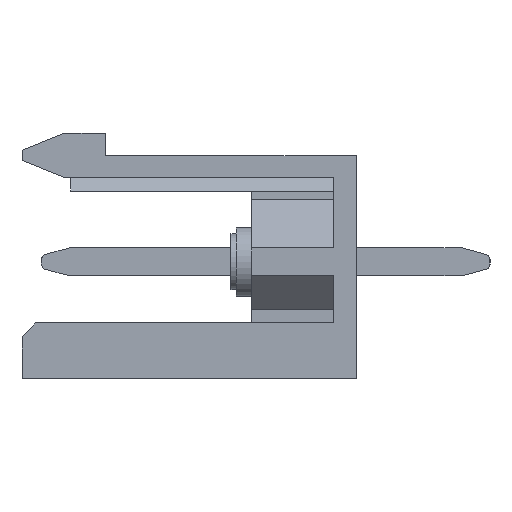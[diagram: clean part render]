
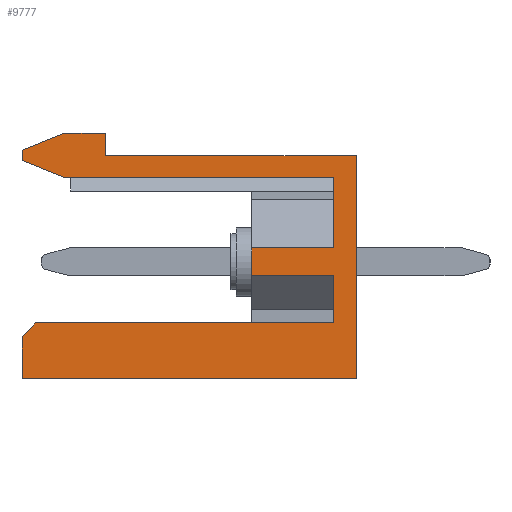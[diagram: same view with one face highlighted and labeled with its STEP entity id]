
A CAD part, left-side view. The second image highlights one B-rep face of the part: STEP entity #9777.
In plain terms, the highlighted planar face has unit normal (-1, 0, 0).
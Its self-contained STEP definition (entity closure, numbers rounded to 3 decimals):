
#45 = CARTESIAN_POINT ( 'NONE',  ( 0., 12., 0.2 ) ) ;
#191 = ORIENTED_EDGE ( 'NONE', *, *, #19476, .F. ) ;
#346 = VECTOR ( 'NONE', #19357, 1000. ) ;
#502 = EDGE_CURVE ( 'NONE', #9758, #20445, #20015, .T. ) ;
#602 = ORIENTED_EDGE ( 'NONE', *, *, #1531, .F. ) ;
#725 = LINE ( 'NONE', #17701, #5021 ) ;
#760 = CARTESIAN_POINT ( 'NONE',  ( 0., 12., -8. ) ) ;
#852 = VERTEX_POINT ( 'NONE', #11124 ) ;
#864 = CARTESIAN_POINT ( 'NONE',  ( 0., 10.5, -0.77 ) ) ;
#1115 = DIRECTION ( 'NONE',  ( 0., 0., 1. ) ) ;
#1130 = VERTEX_POINT ( 'NONE', #13113 ) ;
#1216 = VECTOR ( 'NONE', #19810, 1000. ) ;
#1255 = CARTESIAN_POINT ( 'NONE',  ( 0., 0.8, -0.77 ) ) ;
#1393 = CARTESIAN_POINT ( 'NONE',  ( 0., 12., -8. ) ) ;
#1531 = EDGE_CURVE ( 'NONE', #1130, #18285, #725, .T. ) ;
#1617 = AXIS2_PLACEMENT_3D ( 'NONE', #16153, #15907, #15894 ) ;
#1714 = ORIENTED_EDGE ( 'NONE', *, *, #15982, .F. ) ;
#1813 = ORIENTED_EDGE ( 'NONE', *, *, #1943, .F. ) ;
#1943 = EDGE_CURVE ( 'NONE', #6510, #15763, #18500, .T. ) ;
#1996 = LINE ( 'NONE', #19115, #10077 ) ;
#2845 = ORIENTED_EDGE ( 'NONE', *, *, #13146, .F. ) ;
#2961 = VECTOR ( 'NONE', #10638, 1000. ) ;
#3118 = EDGE_CURVE ( 'NONE', #16791, #15577, #11799, .T. ) ;
#3733 = VERTEX_POINT ( 'NONE', #20288 ) ;
#3823 = LINE ( 'NONE', #4008, #15267 ) ;
#4008 = CARTESIAN_POINT ( 'NONE',  ( 0., 3.75, -3.31 ) ) ;
#4166 = LINE ( 'NONE', #7993, #346 ) ;
#4184 = EDGE_CURVE ( 'NONE', #20445, #7860, #13038, .T. ) ;
#4274 = DIRECTION ( 'NONE',  ( 0., 0., -1. ) ) ;
#4422 = VERTEX_POINT ( 'NONE', #12701 ) ;
#4736 = VERTEX_POINT ( 'NONE', #9729 ) ;
#4826 = EDGE_CURVE ( 'NONE', #8689, #16239, #6642, .T. ) ;
#4927 = EDGE_LOOP ( 'NONE', ( #14728, #11350, #191, #13064, #5092, #5334, #1714, #5389, #2845, #9588, #11531, #1813, #14559, #602, #10983, #10897, #19684 ) ) ;
#5021 = VECTOR ( 'NONE', #17717, 1000. ) ;
#5092 = ORIENTED_EDGE ( 'NONE', *, *, #6577, .F. ) ;
#5117 = VECTOR ( 'NONE', #8846, 1000. ) ;
#5122 = VERTEX_POINT ( 'NONE', #5953 ) ;
#5128 = VECTOR ( 'NONE', #8738, 1000. ) ;
#5334 = ORIENTED_EDGE ( 'NONE', *, *, #13962, .F. ) ;
#5389 = ORIENTED_EDGE ( 'NONE', *, *, #3118, .F. ) ;
#5449 = VECTOR ( 'NONE', #18610, 1000. ) ;
#5620 = LINE ( 'NONE', #8916, #5117 ) ;
#5842 = CARTESIAN_POINT ( 'NONE',  ( 0., 0.8, -6. ) ) ;
#5953 = CARTESIAN_POINT ( 'NONE',  ( 0., 3.75, -4.31 ) ) ;
#5956 = LINE ( 'NONE', #18727, #5449 ) ;
#6196 = EDGE_CURVE ( 'NONE', #4736, #17511, #1996, .T. ) ;
#6510 = VERTEX_POINT ( 'NONE', #12145 ) ;
#6577 = EDGE_CURVE ( 'NONE', #3733, #8689, #20206, .T. ) ;
#6642 = LINE ( 'NONE', #8720, #5128 ) ;
#6870 = LINE ( 'NONE', #7785, #18848 ) ;
#7470 = VECTOR ( 'NONE', #15811, 1000. ) ;
#7785 = CARTESIAN_POINT ( 'NONE',  ( 0., 3.75, -4.31 ) ) ;
#7789 = DIRECTION ( 'NONE',  ( 0., -1., 0. ) ) ;
#7860 = VERTEX_POINT ( 'NONE', #14501 ) ;
#7993 = CARTESIAN_POINT ( 'NONE',  ( 0., 9.01, 0. ) ) ;
#8101 = DIRECTION ( 'NONE',  ( 0., 0., -1. ) ) ;
#8482 = EDGE_CURVE ( 'NONE', #18285, #6510, #9487, .T. ) ;
#8687 = VECTOR ( 'NONE', #15741, 1000. ) ;
#8689 = VERTEX_POINT ( 'NONE', #17629 ) ;
#8720 = CARTESIAN_POINT ( 'NONE',  ( 0., 0., -8. ) ) ;
#8738 = DIRECTION ( 'NONE',  ( 0., 1., 0. ) ) ;
#8846 = DIRECTION ( 'NONE',  ( 0., 0.928, 0.371 ) ) ;
#8916 = CARTESIAN_POINT ( 'NONE',  ( 0., 12., -0.17 ) ) ;
#9189 = CARTESIAN_POINT ( 'NONE',  ( 0., 10.5, 0.8 ) ) ;
#9381 = VECTOR ( 'NONE', #12712, 1000. ) ;
#9487 = LINE ( 'NONE', #1255, #12268 ) ;
#9588 = ORIENTED_EDGE ( 'NONE', *, *, #6196, .F. ) ;
#9729 = CARTESIAN_POINT ( 'NONE',  ( 0., 12., -0.17 ) ) ;
#9758 = VERTEX_POINT ( 'NONE', #16184 ) ;
#9777 = ADVANCED_FACE ( 'NONE', ( #13769 ), #16085, .F. ) ;
#9891 = LINE ( 'NONE', #1393, #9381 ) ;
#10077 = VECTOR ( 'NONE', #19245, 1000. ) ;
#10108 = CARTESIAN_POINT ( 'NONE',  ( 0., 9.01, 0.8 ) ) ;
#10439 = EDGE_CURVE ( 'NONE', #15763, #4736, #5620, .T. ) ;
#10587 = EDGE_CURVE ( 'NONE', #5122, #7860, #6870, .T. ) ;
#10638 = DIRECTION ( 'NONE',  ( 0., -0.928, 0.371 ) ) ;
#10897 = ORIENTED_EDGE ( 'NONE', *, *, #10587, .T. ) ;
#10983 = ORIENTED_EDGE ( 'NONE', *, *, #11694, .T. ) ;
#11000 = DIRECTION ( 'NONE',  ( 0., 0., -1. ) ) ;
#11124 = CARTESIAN_POINT ( 'NONE',  ( 0., 12., -6.5 ) ) ;
#11309 = CARTESIAN_POINT ( 'NONE',  ( 0., 0., 0. ) ) ;
#11350 = ORIENTED_EDGE ( 'NONE', *, *, #12379, .T. ) ;
#11531 = ORIENTED_EDGE ( 'NONE', *, *, #10439, .F. ) ;
#11545 = LINE ( 'NONE', #11845, #2961 ) ;
#11694 = EDGE_CURVE ( 'NONE', #1130, #5122, #3823, .T. ) ;
#11799 = LINE ( 'NONE', #16678, #7470 ) ;
#11845 = CARTESIAN_POINT ( 'NONE',  ( 0., 10.5, 0.8 ) ) ;
#12145 = CARTESIAN_POINT ( 'NONE',  ( 0., 0.8, -0.77 ) ) ;
#12268 = VECTOR ( 'NONE', #1115, 1000. ) ;
#12379 = EDGE_CURVE ( 'NONE', #9758, #852, #5956, .T. ) ;
#12508 = CARTESIAN_POINT ( 'NONE',  ( 0., 0.8, -6. ) ) ;
#12701 = CARTESIAN_POINT ( 'NONE',  ( 0., 9.01, 0. ) ) ;
#12712 = DIRECTION ( 'NONE',  ( 0., 0., 1. ) ) ;
#13038 = LINE ( 'NONE', #15684, #8687 ) ;
#13064 = ORIENTED_EDGE ( 'NONE', *, *, #4826, .F. ) ;
#13113 = CARTESIAN_POINT ( 'NONE',  ( 0., 3.75, -3.31 ) ) ;
#13146 = EDGE_CURVE ( 'NONE', #17511, #16791, #11545, .T. ) ;
#13356 = DIRECTION ( 'NONE',  ( 0., -1., 0. ) ) ;
#13769 = FACE_OUTER_BOUND ( 'NONE', #4927, .T. ) ;
#13950 = LINE ( 'NONE', #17902, #19264 ) ;
#13962 = EDGE_CURVE ( 'NONE', #4422, #3733, #4166, .T. ) ;
#14501 = CARTESIAN_POINT ( 'NONE',  ( 0., 0.8, -4.31 ) ) ;
#14559 = ORIENTED_EDGE ( 'NONE', *, *, #8482, .F. ) ;
#14728 = ORIENTED_EDGE ( 'NONE', *, *, #502, .F. ) ;
#15267 = VECTOR ( 'NONE', #4274, 1000. ) ;
#15577 = VERTEX_POINT ( 'NONE', #10108 ) ;
#15684 = CARTESIAN_POINT ( 'NONE',  ( 0., 0.8, -0.77 ) ) ;
#15741 = DIRECTION ( 'NONE',  ( 0., 0., 1. ) ) ;
#15763 = VERTEX_POINT ( 'NONE', #864 ) ;
#15795 = VECTOR ( 'NONE', #13356, 1000. ) ;
#15811 = DIRECTION ( 'NONE',  ( 0., -1., 0. ) ) ;
#15894 = DIRECTION ( 'NONE',  ( 0., 0., -1. ) ) ;
#15907 = DIRECTION ( 'NONE',  ( 1., 0., 0. ) ) ;
#15982 = EDGE_CURVE ( 'NONE', #15577, #4422, #13950, .T. ) ;
#16085 = PLANE ( 'NONE',  #1617 ) ;
#16153 = CARTESIAN_POINT ( 'NONE',  ( 0., 0., 0. ) ) ;
#16184 = CARTESIAN_POINT ( 'NONE',  ( 0., 11.5, -6. ) ) ;
#16239 = VERTEX_POINT ( 'NONE', #760 ) ;
#16678 = CARTESIAN_POINT ( 'NONE',  ( 0., 10.5, 0.8 ) ) ;
#16791 = VERTEX_POINT ( 'NONE', #9189 ) ;
#16926 = CARTESIAN_POINT ( 'NONE',  ( 0., 0.8, -3.31 ) ) ;
#17511 = VERTEX_POINT ( 'NONE', #45 ) ;
#17629 = CARTESIAN_POINT ( 'NONE',  ( 0., 0., -8. ) ) ;
#17701 = CARTESIAN_POINT ( 'NONE',  ( 0., 3.75, -3.31 ) ) ;
#17717 = DIRECTION ( 'NONE',  ( 0., -1., 0. ) ) ;
#17902 = CARTESIAN_POINT ( 'NONE',  ( 0., 9.01, 0.8 ) ) ;
#18285 = VERTEX_POINT ( 'NONE', #16926 ) ;
#18500 = LINE ( 'NONE', #19863, #1216 ) ;
#18610 = DIRECTION ( 'NONE',  ( 0., 0.707, -0.707 ) ) ;
#18727 = CARTESIAN_POINT ( 'NONE',  ( 0., 11.5, -6. ) ) ;
#18848 = VECTOR ( 'NONE', #7789, 1000. ) ;
#19115 = CARTESIAN_POINT ( 'NONE',  ( 0., 12., -0.17 ) ) ;
#19223 = VECTOR ( 'NONE', #11000, 1000. ) ;
#19245 = DIRECTION ( 'NONE',  ( 0., 0., 1. ) ) ;
#19264 = VECTOR ( 'NONE', #8101, 1000. ) ;
#19357 = DIRECTION ( 'NONE',  ( 0., -1., 0. ) ) ;
#19476 = EDGE_CURVE ( 'NONE', #16239, #852, #9891, .T. ) ;
#19684 = ORIENTED_EDGE ( 'NONE', *, *, #4184, .F. ) ;
#19810 = DIRECTION ( 'NONE',  ( 0., 1., 0. ) ) ;
#19863 = CARTESIAN_POINT ( 'NONE',  ( 0., 10.5, -0.77 ) ) ;
#20015 = LINE ( 'NONE', #12508, #15795 ) ;
#20206 = LINE ( 'NONE', #11309, #19223 ) ;
#20288 = CARTESIAN_POINT ( 'NONE',  ( 0., 0., 0. ) ) ;
#20445 = VERTEX_POINT ( 'NONE', #5842 ) ;
